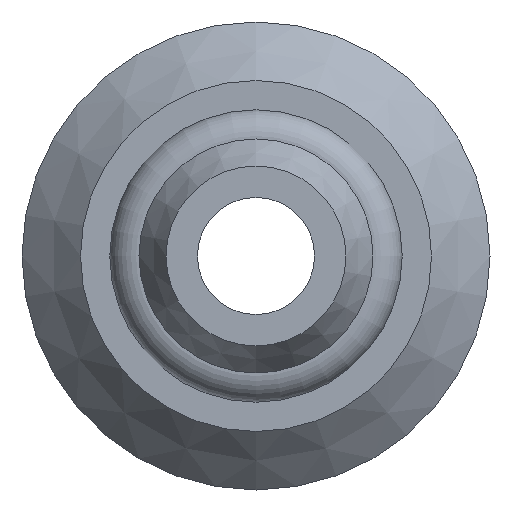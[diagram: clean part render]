
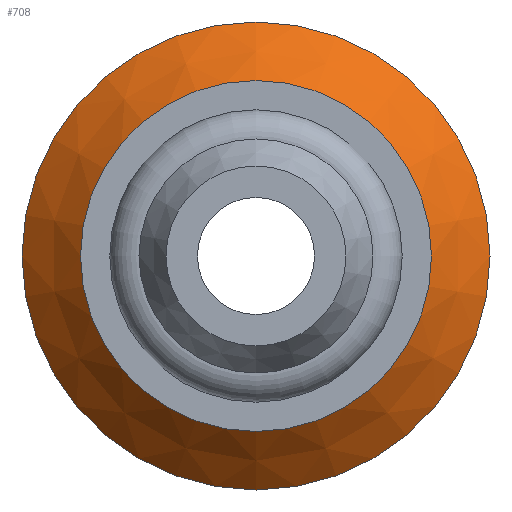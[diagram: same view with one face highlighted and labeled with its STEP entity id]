
A CAD part, front view. The second image highlights one B-rep face of the part: STEP entity #708.
In plain terms, the highlighted conical face has half-angle 45 degrees and reference radius 4.5 mm.
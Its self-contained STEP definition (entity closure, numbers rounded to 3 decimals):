
#24=CONICAL_SURFACE('',#770,4.5,0.785);
#162=ORIENTED_EDGE('',*,*,#230,.T.);
#163=ORIENTED_EDGE('',*,*,#229,.F.);
#229=EDGE_CURVE('',#269,#269,#297,.T.);
#230=EDGE_CURVE('',#270,#270,#298,.T.);
#269=VERTEX_POINT('',#1061);
#270=VERTEX_POINT('',#1064);
#297=CIRCLE('',#769,4.5);
#298=CIRCLE('',#771,6.);
#340=EDGE_LOOP('',(#162));
#341=EDGE_LOOP('',(#163));
#398=FACE_BOUND('',#340,.T.);
#399=FACE_BOUND('',#341,.T.);
#708=ADVANCED_FACE('',(#398,#399),#24,.T.);
#769=AXIS2_PLACEMENT_3D('',#1060,#897,#898);
#770=AXIS2_PLACEMENT_3D('',#1062,#899,#900);
#771=AXIS2_PLACEMENT_3D('',#1063,#901,#902);
#897=DIRECTION('',(0.,-1.,0.));
#898=DIRECTION('',(0.,0.,-1.));
#899=DIRECTION('',(0.,1.,0.));
#900=DIRECTION('',(0.,0.,1.));
#901=DIRECTION('',(0.,-1.,0.));
#902=DIRECTION('',(0.,0.,-1.));
#1060=CARTESIAN_POINT('',(0.,5.5,0.));
#1061=CARTESIAN_POINT('',(0.,5.5,-4.5));
#1062=CARTESIAN_POINT('',(0.,5.5,0.));
#1063=CARTESIAN_POINT('',(0.,7.,0.));
#1064=CARTESIAN_POINT('',(0.,7.,-6.));
